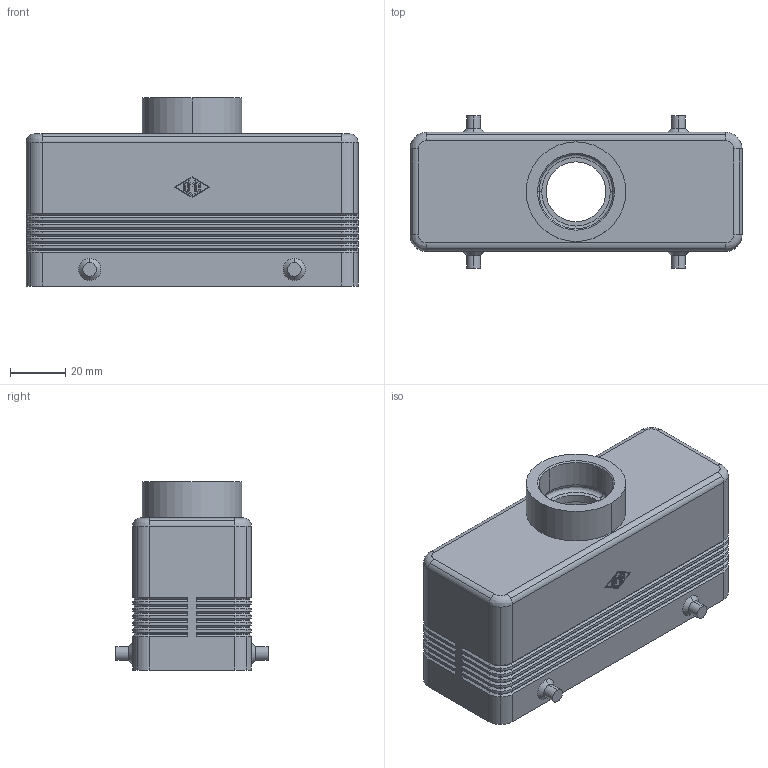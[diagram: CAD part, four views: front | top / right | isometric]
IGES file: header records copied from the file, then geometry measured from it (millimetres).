
Global section: file name: No Iges File Name specified; native system: AutoDesk Inventor R6.1; preprocessor: AutoDesk Inventor Iges Exporter R6.1; author: No Author specified; organization: No Organization specified; date: 20061221.090828; units: millimetre
Bounding box: 120 x 55 x 68 mm (x, y, z)
Volume: 79319.1 mm3; surface area: 46950.5 mm2
Topology: 1 solids, 1 shells, 488 faces, 1140 edges, 667 vertices
Faces by surface type: plane 181, cone 100, bspline 92, cylinder 91, revolution 24
